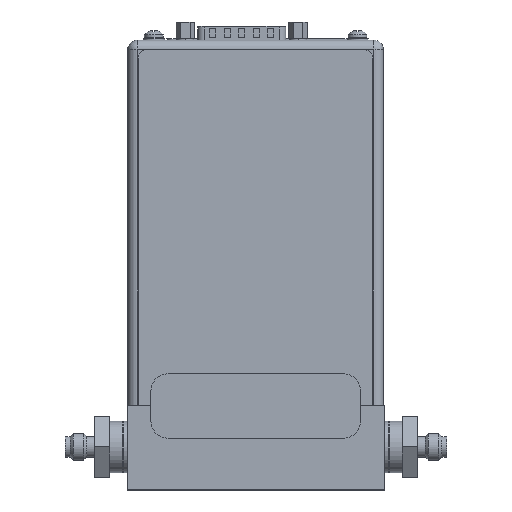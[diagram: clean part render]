
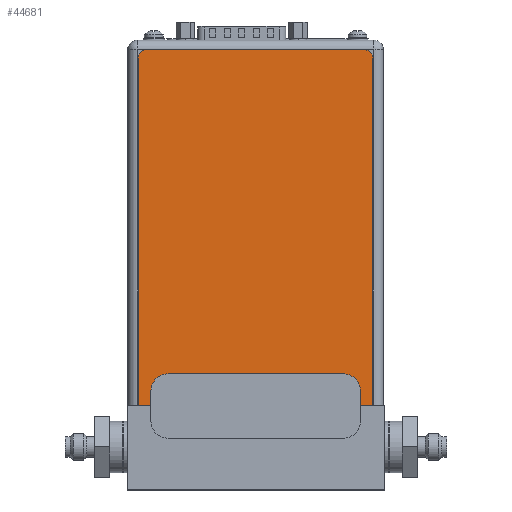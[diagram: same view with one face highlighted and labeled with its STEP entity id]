
A CAD part, top view. The second image highlights one B-rep face of the part: STEP entity #44681.
In plain terms, the highlighted planar face has unit normal (0, 0, 1).
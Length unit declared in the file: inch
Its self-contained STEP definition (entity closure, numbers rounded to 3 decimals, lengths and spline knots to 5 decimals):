
#44514=CARTESIAN_POINT('',(2.63,4.04,0.004));
#44515=DIRECTION('',(0.,0.,-1.));
#44516=DIRECTION('',(0.,1.,0.));
#44517=AXIS2_PLACEMENT_3D('',#44514,#44515,#44516);
#44519=DIRECTION('',(0.,-1.,0.));
#44520=VECTOR('',#44519,4.04);
#44521=CARTESIAN_POINT('',(2.73,4.04,0.004));
#44522=LINE('',#44521,#44520);
#44523=DIRECTION('',(-1.,0.,0.));
#44524=VECTOR('',#44523,2.73);
#44525=CARTESIAN_POINT('',(2.73,0.,0.004));
#44526=LINE('',#44525,#44524);
#44527=DIRECTION('',(0.,1.,0.));
#44528=VECTOR('',#44527,4.04);
#44529=CARTESIAN_POINT('',(0.,0.,0.004));
#44530=LINE('',#44529,#44528);
#44531=CARTESIAN_POINT('',(0.1,4.04,0.004));
#44532=DIRECTION('',(0.,0.,-1.));
#44533=DIRECTION('',(-1.,0.,0.));
#44534=AXIS2_PLACEMENT_3D('',#44531,#44532,#44533);
#44536=DIRECTION('',(1.,0.,0.));
#44537=VECTOR('',#44536,2.53);
#44538=CARTESIAN_POINT('',(0.1,4.14,0.004));
#44539=LINE('',#44538,#44537);
#44552=CARTESIAN_POINT('',(2.73,4.04,0.004));
#44553=VERTEX_POINT('',#44552);
#44554=CARTESIAN_POINT('',(2.63,4.14,0.004));
#44555=VERTEX_POINT('',#44554);
#44556=CARTESIAN_POINT('',(2.73,0.,0.004));
#44557=VERTEX_POINT('',#44556);
#44558=CARTESIAN_POINT('',(0.,0.,0.004));
#44559=VERTEX_POINT('',#44558);
#44560=CARTESIAN_POINT('',(0.,4.04,0.004));
#44561=VERTEX_POINT('',#44560);
#44562=CARTESIAN_POINT('',(0.1,4.14,0.004));
#44563=VERTEX_POINT('',#44562);
#44668=CARTESIAN_POINT('',(0.,0.,0.004));
#44669=DIRECTION('',(0.,0.,1.));
#44670=DIRECTION('',(1.,0.,0.));
#44671=AXIS2_PLACEMENT_3D('',#44668,#44669,#44670);
#44672=PLANE('',#44671);
#44673=ORIENTED_EDGE('',*,*,#44592,.T.);
#44674=ORIENTED_EDGE('',*,*,#44608,.T.);
#44675=ORIENTED_EDGE('',*,*,#44621,.T.);
#44676=ORIENTED_EDGE('',*,*,#44634,.T.);
#44677=ORIENTED_EDGE('',*,*,#44649,.T.);
#44678=ORIENTED_EDGE('',*,*,#44661,.T.);
#44679=EDGE_LOOP('',(#44673,#44674,#44675,#44676,#44677,#44678));
#44680=FACE_OUTER_BOUND('',#44679,.F.);
#44681=ADVANCED_FACE('',(#44680),#44672,.T.);
#44518=CIRCLE('',#44517,0.1);
#44535=CIRCLE('',#44534,0.1);
#44592=EDGE_CURVE('',#44555,#44553,#44518,.T.);
#44608=EDGE_CURVE('',#44553,#44557,#44522,.T.);
#44621=EDGE_CURVE('',#44557,#44559,#44526,.T.);
#44634=EDGE_CURVE('',#44559,#44561,#44530,.T.);
#44649=EDGE_CURVE('',#44561,#44563,#44535,.T.);
#44661=EDGE_CURVE('',#44563,#44555,#44539,.T.);
